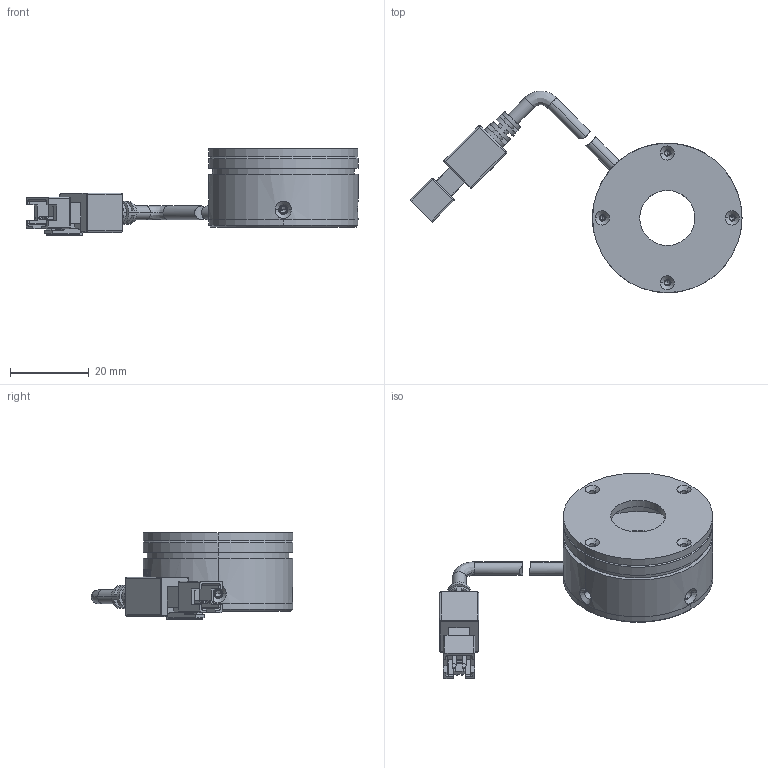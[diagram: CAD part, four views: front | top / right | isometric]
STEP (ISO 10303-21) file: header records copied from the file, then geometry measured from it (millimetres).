
FILE_DESCRIPTION (( 'STEP AP214' ), '1' );
FILE_NAME ('660000-G.STEP', '2019-03-21T05:48:15', ( 'user' ), ( '微软中国' ), 'SwSTEP 2.0', 'SolidWorks 2016', '' );
FILE_SCHEMA (( 'AUTOMOTIVE_DESIGN' ));
Length unit declared in the file: millimetre
Products named in the file (1): 660000-G
Bounding box: 84.41 x 51.24 x 22 mm (x, y, z)
Volume: 14550.1 mm3; surface area: 13826.1 mm2
Topology: 6 solids, 6 shells, 503 faces, 1302 edges, 849 vertices
Faces by surface type: cylinder 232, plane 184, cone 64, bspline 23
Entity records: 22713 total; most frequent: CARTESIAN_POINT 4740, DIRECTION 2594, ORIENTED_EDGE 2548, EDGE_CURVE 1274, AXIS2_PLACEMENT_3D 985, VERTEX_POINT 849, VECTOR 624, LINE 624
